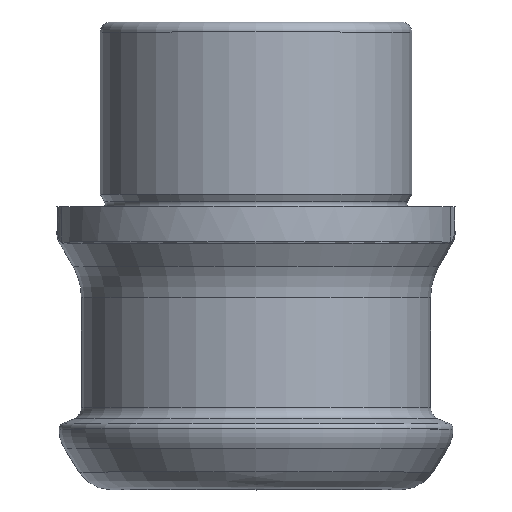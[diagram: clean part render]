
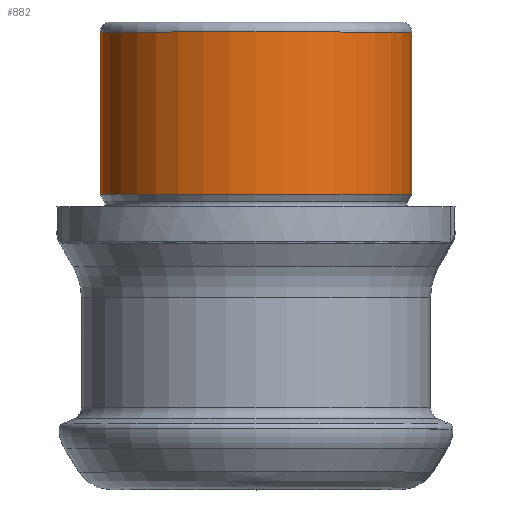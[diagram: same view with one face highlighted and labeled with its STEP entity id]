
A CAD part, top view. The second image highlights one B-rep face of the part: STEP entity #882.
In plain terms, the highlighted cylindrical face has radius 12.5 mm (diameter 25 mm), a full revolution.
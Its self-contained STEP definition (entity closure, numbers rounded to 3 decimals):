
#5 = DIRECTION ( 'NONE',  ( 0., 0., 1. ) ) ;
#12 = AXIS2_PLACEMENT_3D ( 'NONE', #874, #417, #5 ) ;
#20 = EDGE_CURVE ( 'NONE', #969, #969, #474, .T. ) ;
#50 = CARTESIAN_POINT ( 'NONE',  ( 0., 39.647, 0. ) ) ;
#173 = EDGE_LOOP ( 'NONE', ( #191 ) ) ;
#191 = ORIENTED_EDGE ( 'NONE', *, *, #20, .F. ) ;
#206 = CARTESIAN_POINT ( 'NONE',  ( 0., 23.7, 0. ) ) ;
#277 = AXIS2_PLACEMENT_3D ( 'NONE', #50, #693, #862 ) ;
#301 = CYLINDRICAL_SURFACE ( 'NONE', #277, 12.5 ) ;
#325 = EDGE_CURVE ( 'NONE', #356, #356, #489, .T. ) ;
#356 = VERTEX_POINT ( 'NONE', #666 ) ;
#379 = DIRECTION ( 'NONE',  ( 0., 1., 0. ) ) ;
#393 = FACE_OUTER_BOUND ( 'NONE', #467, .T. ) ;
#417 = DIRECTION ( 'NONE',  ( 0., 1., 0. ) ) ;
#467 = EDGE_LOOP ( 'NONE', ( #734 ) ) ;
#474 = CIRCLE ( 'NONE', #12, 12.5 ) ;
#489 = CIRCLE ( 'NONE', #788, 12.5 ) ;
#619 = FACE_OUTER_BOUND ( 'NONE', #173, .T. ) ;
#666 = CARTESIAN_POINT ( 'NONE',  ( 0., 23.7, 12.5 ) ) ;
#693 = DIRECTION ( 'NONE',  ( 0., 1., 0. ) ) ;
#723 = CARTESIAN_POINT ( 'NONE',  ( 0., 36.7, 12.5 ) ) ;
#734 = ORIENTED_EDGE ( 'NONE', *, *, #325, .T. ) ;
#780 = DIRECTION ( 'NONE',  ( 0., 0., 1. ) ) ;
#788 = AXIS2_PLACEMENT_3D ( 'NONE', #206, #379, #780 ) ;
#862 = DIRECTION ( 'NONE',  ( 0., 0., 1. ) ) ;
#874 = CARTESIAN_POINT ( 'NONE',  ( 0., 36.7, 0. ) ) ;
#882 = ADVANCED_FACE ( 'NONE', ( #619, #393 ), #301, .T. ) ;
#969 = VERTEX_POINT ( 'NONE', #723 ) ;
